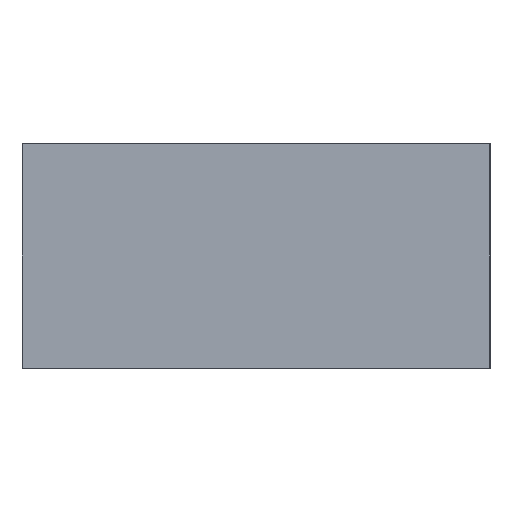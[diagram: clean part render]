
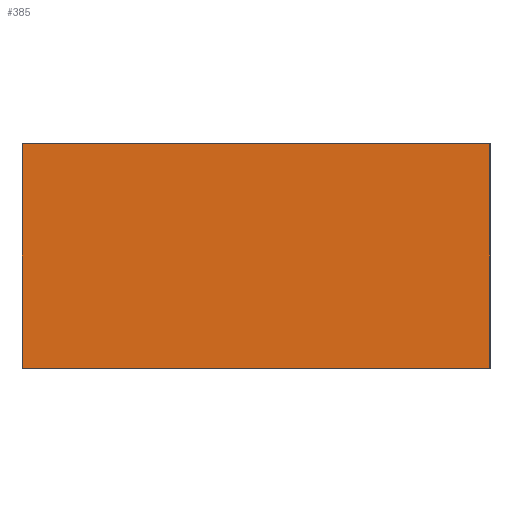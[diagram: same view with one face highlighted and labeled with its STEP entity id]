
A CAD part, left-side view. The second image highlights one B-rep face of the part: STEP entity #385.
In plain terms, the highlighted planar face has unit normal (-1, 0, 0).
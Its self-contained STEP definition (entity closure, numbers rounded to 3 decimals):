
#385 = ADVANCED_FACE('',(#386),#400,.F.);
#386 = FACE_BOUND('',#387,.F.);
#387 = EDGE_LOOP('',(#388,#423,#451,#479));
#388 = ORIENTED_EDGE('',*,*,#389,.F.);
#389 = EDGE_CURVE('',#390,#392,#394,.T.);
#390 = VERTEX_POINT('',#391);
#391 = CARTESIAN_POINT('',(-1.,-0.625,0.));
#392 = VERTEX_POINT('',#393);
#393 = CARTESIAN_POINT('',(-1.,-0.625,0.6));
#394 = SURFACE_CURVE('',#395,(#399,#411),.PCURVE_S1.);
#395 = LINE('',#396,#397);
#396 = CARTESIAN_POINT('',(-1.,-0.625,0.));
#397 = VECTOR('',#398,1.);
#398 = DIRECTION('',(0.,0.,1.));
#399 = PCURVE('',#400,#405);
#400 = PLANE('',#401);
#401 = AXIS2_PLACEMENT_3D('',#402,#403,#404);
#402 = CARTESIAN_POINT('',(-1.,-0.625,0.));
#403 = DIRECTION('',(1.,0.,0.));
#404 = DIRECTION('',(0.,0.,1.));
#405 = DEFINITIONAL_REPRESENTATION('',(#406),#410);
#406 = LINE('',#407,#408);
#407 = CARTESIAN_POINT('',(0.,0.));
#408 = VECTOR('',#409,1.);
#409 = DIRECTION('',(1.,0.));
#410 = ( GEOMETRIC_REPRESENTATION_CONTEXT(2) 
PARAMETRIC_REPRESENTATION_CONTEXT() REPRESENTATION_CONTEXT('2D SPACE',''
  ) );
#411 = PCURVE('',#412,#417);
#412 = PLANE('',#413);
#413 = AXIS2_PLACEMENT_3D('',#414,#415,#416);
#414 = CARTESIAN_POINT('',(-1.,-0.625,0.));
#415 = DIRECTION('',(0.,1.,0.));
#416 = DIRECTION('',(0.,0.,1.));
#417 = DEFINITIONAL_REPRESENTATION('',(#418),#422);
#418 = LINE('',#419,#420);
#419 = CARTESIAN_POINT('',(0.,0.));
#420 = VECTOR('',#421,1.);
#421 = DIRECTION('',(1.,0.));
#422 = ( GEOMETRIC_REPRESENTATION_CONTEXT(2) 
PARAMETRIC_REPRESENTATION_CONTEXT() REPRESENTATION_CONTEXT('2D SPACE',''
  ) );
#423 = ORIENTED_EDGE('',*,*,#424,.T.);
#424 = EDGE_CURVE('',#390,#425,#427,.T.);
#425 = VERTEX_POINT('',#426);
#426 = CARTESIAN_POINT('',(-1.,0.625,0.));
#427 = SURFACE_CURVE('',#428,(#432,#439),.PCURVE_S1.);
#428 = LINE('',#429,#430);
#429 = CARTESIAN_POINT('',(-1.,-0.625,0.));
#430 = VECTOR('',#431,1.);
#431 = DIRECTION('',(0.,1.,0.));
#432 = PCURVE('',#400,#433);
#433 = DEFINITIONAL_REPRESENTATION('',(#434),#438);
#434 = LINE('',#435,#436);
#435 = CARTESIAN_POINT('',(0.,0.));
#436 = VECTOR('',#437,1.);
#437 = DIRECTION('',(0.,-1.));
#438 = ( GEOMETRIC_REPRESENTATION_CONTEXT(2) 
PARAMETRIC_REPRESENTATION_CONTEXT() REPRESENTATION_CONTEXT('2D SPACE',''
  ) );
#439 = PCURVE('',#440,#445);
#440 = PLANE('',#441);
#441 = AXIS2_PLACEMENT_3D('',#442,#443,#444);
#442 = CARTESIAN_POINT('',(-1.,-0.625,0.));
#443 = DIRECTION('',(0.,0.,1.));
#444 = DIRECTION('',(1.,0.,0.));
#445 = DEFINITIONAL_REPRESENTATION('',(#446),#450);
#446 = LINE('',#447,#448);
#447 = CARTESIAN_POINT('',(0.,0.));
#448 = VECTOR('',#449,1.);
#449 = DIRECTION('',(0.,1.));
#450 = ( GEOMETRIC_REPRESENTATION_CONTEXT(2) 
PARAMETRIC_REPRESENTATION_CONTEXT() REPRESENTATION_CONTEXT('2D SPACE',''
  ) );
#451 = ORIENTED_EDGE('',*,*,#452,.T.);
#452 = EDGE_CURVE('',#425,#453,#455,.T.);
#453 = VERTEX_POINT('',#454);
#454 = CARTESIAN_POINT('',(-1.,0.625,0.6));
#455 = SURFACE_CURVE('',#456,(#460,#467),.PCURVE_S1.);
#456 = LINE('',#457,#458);
#457 = CARTESIAN_POINT('',(-1.,0.625,0.));
#458 = VECTOR('',#459,1.);
#459 = DIRECTION('',(0.,0.,1.));
#460 = PCURVE('',#400,#461);
#461 = DEFINITIONAL_REPRESENTATION('',(#462),#466);
#462 = LINE('',#463,#464);
#463 = CARTESIAN_POINT('',(0.,-1.25));
#464 = VECTOR('',#465,1.);
#465 = DIRECTION('',(1.,0.));
#466 = ( GEOMETRIC_REPRESENTATION_CONTEXT(2) 
PARAMETRIC_REPRESENTATION_CONTEXT() REPRESENTATION_CONTEXT('2D SPACE',''
  ) );
#467 = PCURVE('',#468,#473);
#468 = PLANE('',#469);
#469 = AXIS2_PLACEMENT_3D('',#470,#471,#472);
#470 = CARTESIAN_POINT('',(-1.,0.625,0.));
#471 = DIRECTION('',(0.,1.,0.));
#472 = DIRECTION('',(0.,0.,1.));
#473 = DEFINITIONAL_REPRESENTATION('',(#474),#478);
#474 = LINE('',#475,#476);
#475 = CARTESIAN_POINT('',(0.,0.));
#476 = VECTOR('',#477,1.);
#477 = DIRECTION('',(1.,0.));
#478 = ( GEOMETRIC_REPRESENTATION_CONTEXT(2) 
PARAMETRIC_REPRESENTATION_CONTEXT() REPRESENTATION_CONTEXT('2D SPACE',''
  ) );
#479 = ORIENTED_EDGE('',*,*,#480,.F.);
#480 = EDGE_CURVE('',#392,#453,#481,.T.);
#481 = SURFACE_CURVE('',#482,(#486,#493),.PCURVE_S1.);
#482 = LINE('',#483,#484);
#483 = CARTESIAN_POINT('',(-1.,-0.625,0.6));
#484 = VECTOR('',#485,1.);
#485 = DIRECTION('',(0.,1.,0.));
#486 = PCURVE('',#400,#487);
#487 = DEFINITIONAL_REPRESENTATION('',(#488),#492);
#488 = LINE('',#489,#490);
#489 = CARTESIAN_POINT('',(0.6,0.));
#490 = VECTOR('',#491,1.);
#491 = DIRECTION('',(0.,-1.));
#492 = ( GEOMETRIC_REPRESENTATION_CONTEXT(2) 
PARAMETRIC_REPRESENTATION_CONTEXT() REPRESENTATION_CONTEXT('2D SPACE',''
  ) );
#493 = PCURVE('',#494,#499);
#494 = PLANE('',#495);
#495 = AXIS2_PLACEMENT_3D('',#496,#497,#498);
#496 = CARTESIAN_POINT('',(-1.,-0.625,0.6));
#497 = DIRECTION('',(0.,0.,1.));
#498 = DIRECTION('',(1.,0.,0.));
#499 = DEFINITIONAL_REPRESENTATION('',(#500),#504);
#500 = LINE('',#501,#502);
#501 = CARTESIAN_POINT('',(0.,0.));
#502 = VECTOR('',#503,1.);
#503 = DIRECTION('',(0.,1.));
#504 = ( GEOMETRIC_REPRESENTATION_CONTEXT(2) 
PARAMETRIC_REPRESENTATION_CONTEXT() REPRESENTATION_CONTEXT('2D SPACE',''
  ) );
